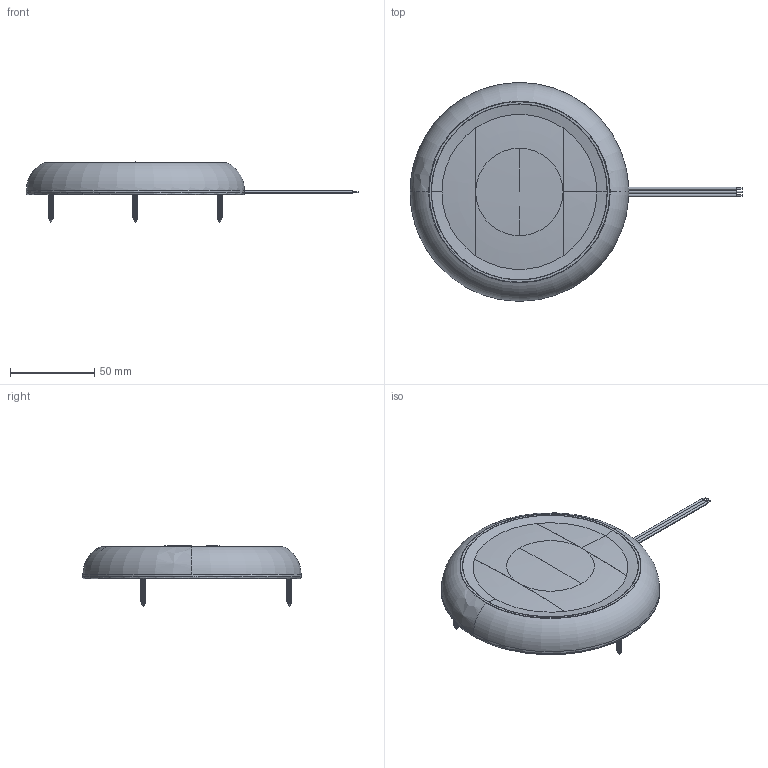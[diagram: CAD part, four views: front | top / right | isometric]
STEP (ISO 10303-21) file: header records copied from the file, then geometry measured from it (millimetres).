
FILE_DESCRIPTION((''),'2;1');
FILE_NAME('ASM0001_ASM','2022-09-27T',('Administrator'),(''),'CREO PARAMETRIC BY PTC INC, 2015380','CREO PARAMETRIC BY PTC INC, 2015380','');
FILE_SCHEMA(('AUTOMOTIVE_DESIGN { 1 0 10303 214 1 1 1 1 }'));
Length unit declared in the file: millimetre
Products named in the file (14): 10-9101-MASK_4_1; 10-9101-MASK-INSERT_8_1; 10-9101-MASK_ASM_8_1_ASM; SM9101-001-004_82_3_7_1; SM9101-001-007_70_1_3_1; ST3X20_1_1_2_2_1; M3X5-5-S_1_2_3_1; SM9101-001-PCBA-003_16_1_3_1; BLACK-LINE_3_3_5_1_2_1; BLACK-LINE_3_3_5_1_2_2; BLACK-LINE_3_3_5_1_2_3; BLACK-LINE_3_3_5_1_2_ASM; 00-9101-A-0001_ASM_37_1_ASM; ASM0001_ASM
Assembly tree (16 placements, depth 4):
  ASM0001_ASM
    00-9101-A-0001_ASM_37_1_ASM
      10-9101-MASK_ASM_8_1_ASM
        10-9101-MASK_4_1
        10-9101-MASK-INSERT_8_1
      SM9101-001-004_82_3_7_1
      SM9101-001-007_70_1_3_1
      ST3X20_1_1_2_2_1  x3
      M3X5-5-S_1_2_3_1  x2
      SM9101-001-PCBA-003_16_1_3_1
      BLACK-LINE_3_3_5_1_2_ASM
        BLACK-LINE_3_3_5_1_2_1
        BLACK-LINE_3_3_5_1_2_2
        BLACK-LINE_3_3_5_1_2_3
Bounding box: 197.6 x 130.18 x 36.06 mm (x, y, z)
Volume: 112462.6 mm3; surface area: 122271.5 mm2
Topology: 13 solids, 13 shells, 1648 faces, 4098 edges, 2536 vertices
Faces by surface type: cone 592, plane 512, cylinder 316, bspline 66, torus 63, extrusion 53, revolution 33, sphere 13
Entity records: 42169 total; most frequent: CARTESIAN_POINT 13468, ORIENTED_EDGE 5936, DIRECTION 5726, EDGE_CURVE 2968, AXIS2_PLACEMENT_3D 2077, VERTEX_POINT 1906, VECTOR 1539, LINE 1486
